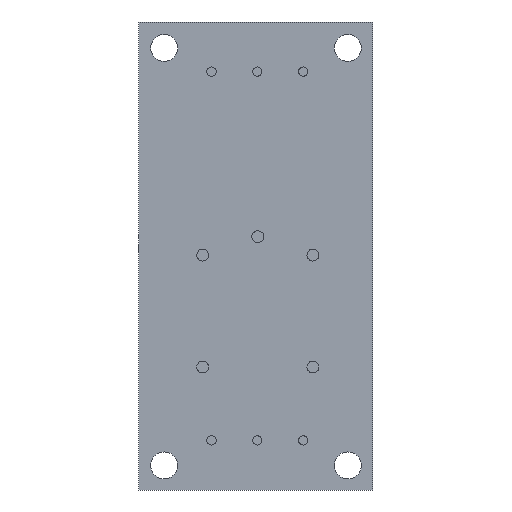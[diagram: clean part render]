
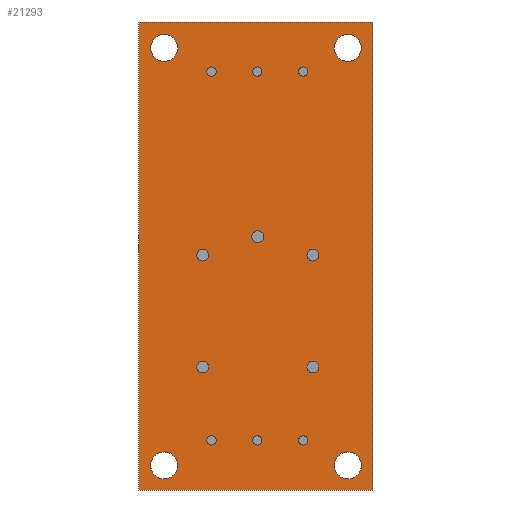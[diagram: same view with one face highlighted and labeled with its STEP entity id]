
A CAD part, front view. The second image highlights one B-rep face of the part: STEP entity #21293.
In plain terms, the highlighted planar face has unit normal (0, -1, 0).
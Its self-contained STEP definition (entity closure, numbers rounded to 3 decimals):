
#1953=FACE_BOUND('',#3920,.T.);
#1954=FACE_BOUND('',#3921,.T.);
#1955=FACE_BOUND('',#3922,.T.);
#1956=FACE_BOUND('',#3923,.T.);
#1957=FACE_BOUND('',#3924,.T.);
#1958=FACE_BOUND('',#3925,.T.);
#1959=FACE_BOUND('',#3926,.T.);
#2075=PLANE('',#22566);
#2691=FACE_OUTER_BOUND('',#3919,.T.);
#3919=EDGE_LOOP('',(#14801,#14802,#14803,#14804));
#3920=EDGE_LOOP('',(#14805));
#3921=EDGE_LOOP('',(#14806));
#3922=EDGE_LOOP('',(#14807));
#3923=EDGE_LOOP('',(#14808));
#3924=EDGE_LOOP('',(#14809));
#3925=EDGE_LOOP('',(#14810));
#3926=EDGE_LOOP('',(#14811));
#5252=LINE('',#27019,#7235);
#5256=LINE('',#27027,#7239);
#5259=LINE('',#27033,#7242);
#5262=LINE('',#27038,#7245);
#7235=VECTOR('',#23409,10.);
#7239=VECTOR('',#23415,10.);
#7242=VECTOR('',#23420,10.);
#7245=VECTOR('',#23425,10.);
#9211=CIRCLE('',#22541,0.5);
#9213=CIRCLE('',#22544,0.5);
#9215=CIRCLE('',#22547,0.5);
#9218=CIRCLE('',#22551,1.475);
#9220=CIRCLE('',#22554,1.475);
#9222=CIRCLE('',#22557,1.475);
#9224=CIRCLE('',#22560,1.475);
#9357=VERTEX_POINT('',#26975);
#9359=VERTEX_POINT('',#26981);
#9361=VERTEX_POINT('',#26987);
#9364=VERTEX_POINT('',#26995);
#9366=VERTEX_POINT('',#27001);
#9368=VERTEX_POINT('',#27007);
#9370=VERTEX_POINT('',#27013);
#9371=VERTEX_POINT('',#27017);
#9372=VERTEX_POINT('',#27018);
#9375=VERTEX_POINT('',#27026);
#9377=VERTEX_POINT('',#27032);
#11509=EDGE_CURVE('',#9357,#9357,#9211,.T.);
#11512=EDGE_CURVE('',#9359,#9359,#9213,.T.);
#11515=EDGE_CURVE('',#9361,#9361,#9215,.T.);
#11520=EDGE_CURVE('',#9364,#9364,#9218,.T.);
#11523=EDGE_CURVE('',#9366,#9366,#9220,.T.);
#11526=EDGE_CURVE('',#9368,#9368,#9222,.T.);
#11529=EDGE_CURVE('',#9370,#9370,#9224,.T.);
#11530=EDGE_CURVE('',#9371,#9372,#5252,.T.);
#11534=EDGE_CURVE('',#9375,#9371,#5256,.T.);
#11537=EDGE_CURVE('',#9377,#9375,#5259,.T.);
#11540=EDGE_CURVE('',#9372,#9377,#5262,.T.);
#14801=ORIENTED_EDGE('',*,*,#11540,.F.);
#14802=ORIENTED_EDGE('',*,*,#11530,.F.);
#14803=ORIENTED_EDGE('',*,*,#11534,.F.);
#14804=ORIENTED_EDGE('',*,*,#11537,.F.);
#14805=ORIENTED_EDGE('',*,*,#11509,.T.);
#14806=ORIENTED_EDGE('',*,*,#11512,.T.);
#14807=ORIENTED_EDGE('',*,*,#11515,.T.);
#14808=ORIENTED_EDGE('',*,*,#11529,.F.);
#14809=ORIENTED_EDGE('',*,*,#11526,.F.);
#14810=ORIENTED_EDGE('',*,*,#11523,.F.);
#14811=ORIENTED_EDGE('',*,*,#11520,.F.);
#21293=ADVANCED_FACE('',(#2691,#1953,#1954,#1955,#1956,#1957,#1958,#1959),
#2075,.F.);
#22541=AXIS2_PLACEMENT_3D('',#26976,#23360,#23361);
#22544=AXIS2_PLACEMENT_3D('',#26982,#23367,#23368);
#22547=AXIS2_PLACEMENT_3D('',#26988,#23374,#23375);
#22551=AXIS2_PLACEMENT_3D('',#26997,#23384,#23385);
#22554=AXIS2_PLACEMENT_3D('',#27003,#23391,#23392);
#22557=AXIS2_PLACEMENT_3D('',#27009,#23398,#23399);
#22560=AXIS2_PLACEMENT_3D('',#27015,#23405,#23406);
#22566=AXIS2_PLACEMENT_3D('',#27041,#23429,#23430);
#23360=DIRECTION('center_axis',(0.,1.,0.));
#23361=DIRECTION('ref_axis',(1.,0.,0.));
#23367=DIRECTION('center_axis',(0.,1.,0.));
#23368=DIRECTION('ref_axis',(1.,0.,0.));
#23374=DIRECTION('center_axis',(0.,1.,0.));
#23375=DIRECTION('ref_axis',(1.,0.,0.));
#23384=DIRECTION('center_axis',(0.,-1.,0.));
#23385=DIRECTION('ref_axis',(1.,0.,0.));
#23391=DIRECTION('center_axis',(0.,-1.,0.));
#23392=DIRECTION('ref_axis',(1.,0.,0.));
#23398=DIRECTION('center_axis',(0.,-1.,0.));
#23399=DIRECTION('ref_axis',(1.,0.,0.));
#23405=DIRECTION('center_axis',(0.,-1.,0.));
#23406=DIRECTION('ref_axis',(1.,0.,0.));
#23409=DIRECTION('',(-1.,0.,0.));
#23415=DIRECTION('',(0.,0.,-1.));
#23420=DIRECTION('',(1.,0.,0.));
#23425=DIRECTION('',(0.,0.,1.));
#23429=DIRECTION('center_axis',(0.,1.,0.));
#23430=DIRECTION('ref_axis',(1.,0.,0.));
#26975=CARTESIAN_POINT('',(7.4,0.,-45.6));
#26976=CARTESIAN_POINT('Origin',(7.9,0.,-45.6));
#26981=CARTESIAN_POINT('',(12.4,0.,-45.6));
#26982=CARTESIAN_POINT('Origin',(12.9,0.,-45.6));
#26987=CARTESIAN_POINT('',(17.4,0.,-45.6));
#26988=CARTESIAN_POINT('Origin',(17.9,0.,-45.6));
#26995=CARTESIAN_POINT('',(1.275,0.,-48.325));
#26997=CARTESIAN_POINT('Origin',(2.75,0.,-48.325));
#27001=CARTESIAN_POINT('',(1.275,0.,-2.825));
#27003=CARTESIAN_POINT('Origin',(2.75,0.,-2.825));
#27007=CARTESIAN_POINT('',(21.275,0.,-48.325));
#27009=CARTESIAN_POINT('Origin',(22.75,0.,-48.325));
#27013=CARTESIAN_POINT('',(21.275,0.,-2.825));
#27015=CARTESIAN_POINT('Origin',(22.75,0.,-2.825));
#27017=CARTESIAN_POINT('',(25.5,0.,-51.));
#27018=CARTESIAN_POINT('',(0.,0.,-51.));
#27019=CARTESIAN_POINT('',(25.5,0.,-51.));
#27026=CARTESIAN_POINT('',(25.5,0.,0.));
#27027=CARTESIAN_POINT('',(25.5,0.,0.));
#27032=CARTESIAN_POINT('',(0.,0.,0.));
#27033=CARTESIAN_POINT('',(0.,0.,0.));
#27038=CARTESIAN_POINT('',(0.,0.,-51.));
#27041=CARTESIAN_POINT('Origin',(12.75,0.,-25.5));
